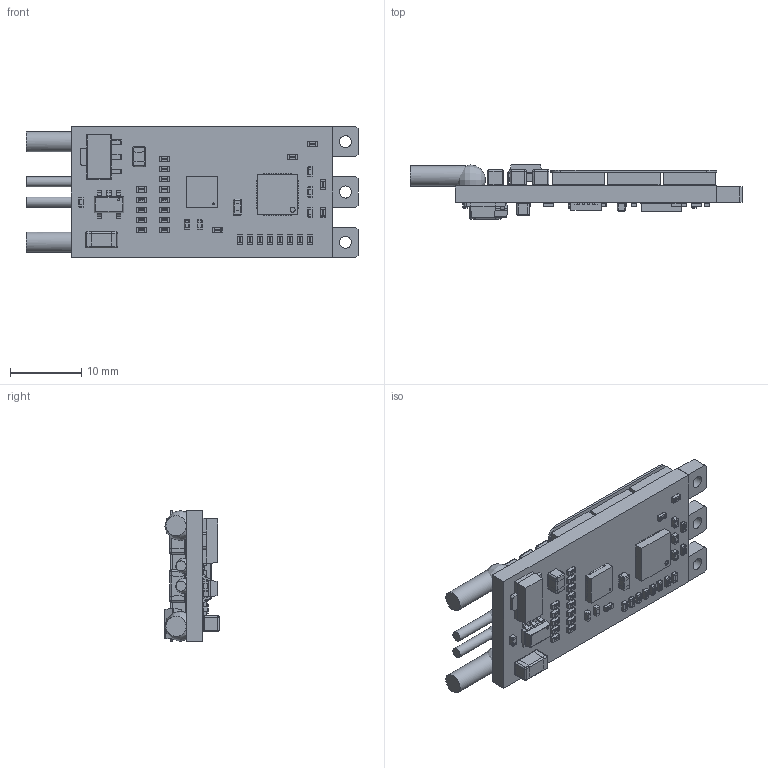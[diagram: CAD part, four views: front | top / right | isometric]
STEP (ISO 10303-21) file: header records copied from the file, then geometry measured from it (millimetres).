
FILE_DESCRIPTION(('FreeCAD Model'),'2;1');
FILE_NAME('Open CASCADE Shape Model','2025-04-30T06:32:50',('FreeCAD'),( 'FreeCAD'),'Open CASCADE STEP processor 7.6','FreeCAD','Unknown');
FILE_SCHEMA(('AUTOMOTIVE_DESIGN { 1 0 10303 214 1 1 1 1 }'));
Products named in the file (1): Open CASCADE STEP translator 7.6 1
Bounding box: 46.71 x 7.63 x 18.4 mm (x, y, z)
Volume: 3028.1 mm3; surface area: 5978.7 mm2
Topology: 312 solids, 312 shells, 7066 faces, 17083 edges, 10648 vertices
Faces by surface type: bspline 7066
Entity records: 258951 total; most frequent: CARTESIAN_POINT 156541, ORIENTED_EDGE 33598, EDGE_CURVE 16799, B_SPLINE_CURVE_WITH_KNOTS 13937, VERTEX_POINT 10644, FACE_BOUND 7375, EDGE_LOOP 7371, ADVANCED_FACE 7066
